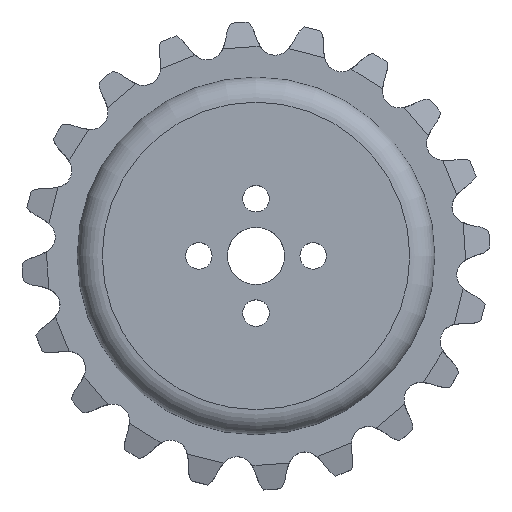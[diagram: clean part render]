
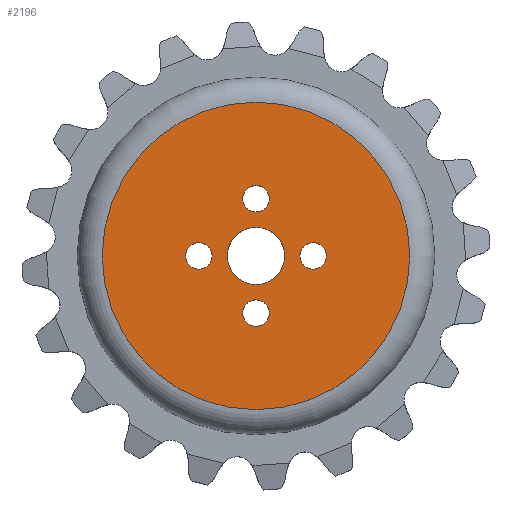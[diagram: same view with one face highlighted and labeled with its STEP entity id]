
A CAD part, top view. The second image highlights one B-rep face of the part: STEP entity #2196.
In plain terms, the highlighted planar face has unit normal (0, 0, 1).
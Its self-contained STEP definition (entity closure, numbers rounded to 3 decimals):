
#496=PLANE('',#2319);
#565=FACE_BOUND('',#713,.T.);
#566=FACE_BOUND('',#714,.T.);
#567=FACE_BOUND('',#715,.T.);
#568=FACE_BOUND('',#716,.T.);
#569=FACE_BOUND('',#717,.T.);
#592=FACE_OUTER_BOUND('',#712,.T.);
#712=EDGE_LOOP('',(#1424));
#713=EDGE_LOOP('',(#1425));
#714=EDGE_LOOP('',(#1426));
#715=EDGE_LOOP('',(#1427));
#716=EDGE_LOOP('',(#1428));
#717=EDGE_LOOP('',(#1429));
#856=CIRCLE('',#2317,1.85);
#858=CIRCLE('',#2320,21.5);
#859=CIRCLE('',#2321,1.85);
#860=CIRCLE('',#2322,1.85);
#861=CIRCLE('',#2323,1.85);
#862=CIRCLE('',#2324,4.);
#878=VERTEX_POINT('',#2763);
#880=VERTEX_POINT('',#2768);
#881=VERTEX_POINT('',#2770);
#882=VERTEX_POINT('',#2772);
#883=VERTEX_POINT('',#2774);
#884=VERTEX_POINT('',#2776);
#1100=EDGE_CURVE('',#878,#878,#856,.T.);
#1102=EDGE_CURVE('',#880,#880,#858,.T.);
#1103=EDGE_CURVE('',#881,#881,#859,.T.);
#1104=EDGE_CURVE('',#882,#882,#860,.T.);
#1105=EDGE_CURVE('',#883,#883,#861,.T.);
#1106=EDGE_CURVE('',#884,#884,#862,.T.);
#1424=ORIENTED_EDGE('',*,*,#1102,.T.);
#1425=ORIENTED_EDGE('',*,*,#1103,.T.);
#1426=ORIENTED_EDGE('',*,*,#1100,.T.);
#1427=ORIENTED_EDGE('',*,*,#1104,.T.);
#1428=ORIENTED_EDGE('',*,*,#1105,.T.);
#1429=ORIENTED_EDGE('',*,*,#1106,.T.);
#2196=ADVANCED_FACE('',(#592,#565,#566,#567,#568,#569),#496,.T.);
#2317=AXIS2_PLACEMENT_3D('',#2764,#2421,#2422);
#2319=AXIS2_PLACEMENT_3D('',#2767,#2425,#2426);
#2320=AXIS2_PLACEMENT_3D('',#2769,#2427,#2428);
#2321=AXIS2_PLACEMENT_3D('',#2771,#2429,#2430);
#2322=AXIS2_PLACEMENT_3D('',#2773,#2431,#2432);
#2323=AXIS2_PLACEMENT_3D('',#2775,#2433,#2434);
#2324=AXIS2_PLACEMENT_3D('',#2777,#2435,#2436);
#2421=DIRECTION('center_axis',(0.,0.,-1.));
#2422=DIRECTION('ref_axis',(-1.,0.,0.));
#2425=DIRECTION('center_axis',(0.,0.,1.));
#2426=DIRECTION('ref_axis',(1.,0.,0.));
#2427=DIRECTION('center_axis',(0.,0.,1.));
#2428=DIRECTION('ref_axis',(1.,0.,0.));
#2429=DIRECTION('center_axis',(0.,0.,-1.));
#2430=DIRECTION('ref_axis',(-1.,0.,0.));
#2431=DIRECTION('center_axis',(0.,0.,-1.));
#2432=DIRECTION('ref_axis',(-1.,0.,0.));
#2433=DIRECTION('center_axis',(0.,0.,-1.));
#2434=DIRECTION('ref_axis',(-1.,0.,0.));
#2435=DIRECTION('center_axis',(0.,0.,-1.));
#2436=DIRECTION('ref_axis',(-1.,0.,0.));
#2763=CARTESIAN_POINT('',(-9.85,0.,11.5));
#2764=CARTESIAN_POINT('Origin',(-8.,0.,11.5));
#2767=CARTESIAN_POINT('Origin',(0.,0.,11.5));
#2768=CARTESIAN_POINT('',(21.5,0.,11.5));
#2769=CARTESIAN_POINT('Origin',(0.,0.,11.5));
#2770=CARTESIAN_POINT('',(6.15,0.,11.5));
#2771=CARTESIAN_POINT('Origin',(8.,0.,11.5));
#2772=CARTESIAN_POINT('',(1.85,-8.,11.5));
#2773=CARTESIAN_POINT('Origin',(0.,-8.,11.5));
#2774=CARTESIAN_POINT('',(1.85,8.,11.5));
#2775=CARTESIAN_POINT('Origin',(0.,8.,11.5));
#2776=CARTESIAN_POINT('',(4.,0.,11.5));
#2777=CARTESIAN_POINT('Origin',(0.,0.,11.5));
